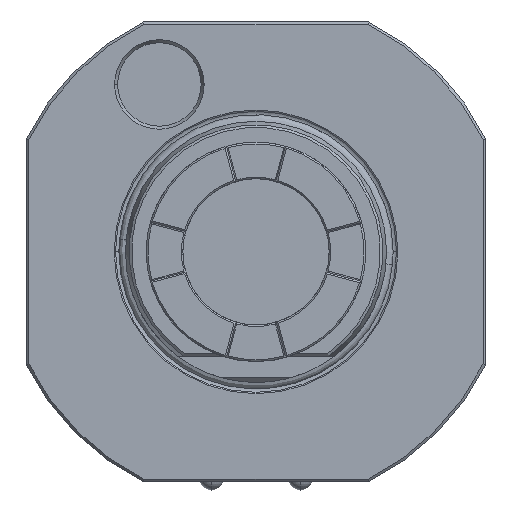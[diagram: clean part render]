
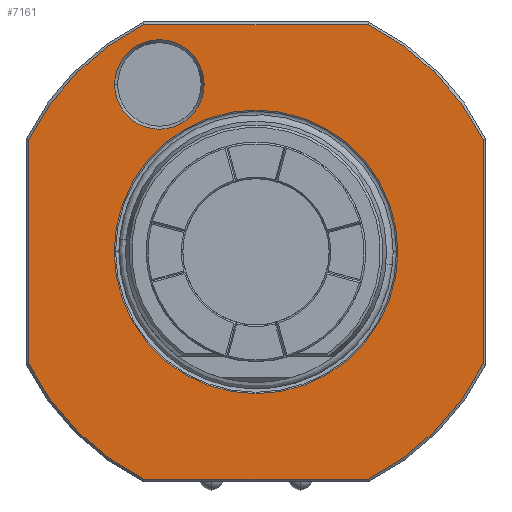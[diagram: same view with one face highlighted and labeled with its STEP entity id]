
A CAD part, left-side view. The second image highlights one B-rep face of the part: STEP entity #7161.
In plain terms, the highlighted planar face has unit normal (-1, 0, 0).
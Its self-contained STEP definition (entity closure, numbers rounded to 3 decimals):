
#226=CARTESIAN_POINT('',(-80.5,0.,0.));
#227=DIRECTION('',(1.,0.,0.));
#228=DIRECTION('',(0.,-0.897,-0.442));
#229=AXIS2_PLACEMENT_3D('',#226,#227,#228);
#231=DIRECTION('',(0.,-1.,0.));
#232=VECTOR('',#231,42.896);
#233=CARTESIAN_POINT('',(-80.5,21.448,-43.5));
#234=LINE('',#233,#232);
#235=CARTESIAN_POINT('',(-80.5,0.,0.));
#236=DIRECTION('',(1.,0.,0.));
#237=DIRECTION('',(0.,0.442,-0.897));
#238=AXIS2_PLACEMENT_3D('',#235,#236,#237);
#240=DIRECTION('',(0.,0.,-1.));
#241=VECTOR('',#240,42.896);
#242=CARTESIAN_POINT('',(-80.5,43.5,21.448));
#243=LINE('',#242,#241);
#244=CARTESIAN_POINT('',(-80.5,0.,0.));
#245=DIRECTION('',(1.,0.,0.));
#246=DIRECTION('',(0.,0.897,0.442));
#247=AXIS2_PLACEMENT_3D('',#244,#245,#246);
#249=DIRECTION('',(0.,1.,0.));
#250=VECTOR('',#249,42.896);
#251=CARTESIAN_POINT('',(-80.5,-21.448,43.5));
#252=LINE('',#251,#250);
#253=CARTESIAN_POINT('',(-80.5,0.,0.));
#254=DIRECTION('',(1.,0.,0.));
#255=DIRECTION('',(0.,-0.442,0.897));
#256=AXIS2_PLACEMENT_3D('',#253,#254,#255);
#258=DIRECTION('',(0.,0.,1.));
#259=VECTOR('',#258,42.896);
#260=CARTESIAN_POINT('',(-80.5,-43.5,
-21.448));
#261=LINE('',#260,#259);
#262=CARTESIAN_POINT('',(-80.5,0.,0.));
#263=DIRECTION('',(1.,0.,0.));
#264=DIRECTION('',(0.,-1.,0.));
#265=AXIS2_PLACEMENT_3D('',#262,#263,#264);
#267=CARTESIAN_POINT('',(-80.5,0.,0.));
#268=DIRECTION('',(1.,0.,0.));
#269=DIRECTION('',(0.,1.,0.));
#270=AXIS2_PLACEMENT_3D('',#267,#268,#269);
#272=CARTESIAN_POINT('',(-80.5,18.5,32.043));
#273=DIRECTION('',(1.,0.,0.));
#274=DIRECTION('',(0.,-1.,0.));
#275=AXIS2_PLACEMENT_3D('',#272,#273,#274);
#277=CARTESIAN_POINT('',(-80.5,18.5,32.043));
#278=DIRECTION('',(1.,0.,0.));
#279=DIRECTION('',(0.,1.,0.));
#280=AXIS2_PLACEMENT_3D('',#277,#278,#279);
#6266=CARTESIAN_POINT('',(-80.5,-27.15,0.));
#6267=CARTESIAN_POINT('',(-80.5,27.15,0.));
#6268=VERTEX_POINT('',#6266);
#6269=VERTEX_POINT('',#6267);
#6270=CARTESIAN_POINT('',(-80.5,9.923,32.043));
#6271=CARTESIAN_POINT('',(-80.5,27.077,32.043));
#6272=VERTEX_POINT('',#6270);
#6273=VERTEX_POINT('',#6271);
#6274=CARTESIAN_POINT('',(-80.5,-43.5,-21.448));
#6275=CARTESIAN_POINT('',(-80.5,-21.448,-43.5));
#6276=VERTEX_POINT('',#6274);
#6277=VERTEX_POINT('',#6275);
#6282=CARTESIAN_POINT('',(-80.5,-21.449,43.501));
#6283=CARTESIAN_POINT('',(-80.5,-43.501,21.449));
#6284=VERTEX_POINT('',#6282);
#6285=VERTEX_POINT('',#6283);
#6310=CARTESIAN_POINT('',(-80.5,43.501,21.449));
#6311=CARTESIAN_POINT('',(-80.5,21.449,43.501));
#6312=VERTEX_POINT('',#6310);
#6313=VERTEX_POINT('',#6311);
#6318=CARTESIAN_POINT('',(-80.5,21.448,-43.5));
#6319=CARTESIAN_POINT('',(-80.5,43.5,-21.448));
#6320=VERTEX_POINT('',#6318);
#6321=VERTEX_POINT('',#6319);
#7127=CARTESIAN_POINT('',(-80.5,0.,0.));
#7128=DIRECTION('',(-1.,0.,0.));
#7129=DIRECTION('',(0.,1.,0.));
#7130=AXIS2_PLACEMENT_3D('',#7127,#7128,#7129);
#7131=PLANE('',#7130);
#7133=ORIENTED_EDGE('',*,*,#7132,.T.);
#7135=ORIENTED_EDGE('',*,*,#7134,.F.);
#7137=ORIENTED_EDGE('',*,*,#7136,.T.);
#7139=ORIENTED_EDGE('',*,*,#7138,.F.);
#7141=ORIENTED_EDGE('',*,*,#7140,.T.);
#7143=ORIENTED_EDGE('',*,*,#7142,.F.);
#7144=ORIENTED_EDGE('',*,*,#7117,.T.);
#7146=ORIENTED_EDGE('',*,*,#7145,.F.);
#7147=EDGE_LOOP('',(#7133,#7135,#7137,#7139,#7141,#7143,#7144,#7146));
#7148=FACE_OUTER_BOUND('',#7147,.F.);
#7150=ORIENTED_EDGE('',*,*,#7149,.F.);
#7152=ORIENTED_EDGE('',*,*,#7151,.F.);
#7153=EDGE_LOOP('',(#7150,#7152));
#7154=FACE_BOUND('',#7153,.F.);
#7156=ORIENTED_EDGE('',*,*,#7155,.F.);
#7158=ORIENTED_EDGE('',*,*,#7157,.F.);
#7159=EDGE_LOOP('',(#7156,#7158));
#7160=FACE_BOUND('',#7159,.F.);
#230=CIRCLE('',#229,48.501);
#239=CIRCLE('',#238,48.501);
#248=CIRCLE('',#247,48.501);
#257=CIRCLE('',#256,48.501);
#266=CIRCLE('',#265,27.15);
#271=CIRCLE('',#270,27.15);
#276=CIRCLE('',#275,8.577);
#281=CIRCLE('',#280,8.577);
#7117=EDGE_CURVE('',#6284,#6285,#257,.T.);
#7132=EDGE_CURVE('',#6276,#6277,#230,.T.);
#7134=EDGE_CURVE('',#6320,#6277,#234,.T.);
#7136=EDGE_CURVE('',#6320,#6321,#239,.T.);
#7138=EDGE_CURVE('',#6312,#6321,#243,.T.);
#7140=EDGE_CURVE('',#6312,#6313,#248,.T.);
#7142=EDGE_CURVE('',#6284,#6313,#252,.T.);
#7145=EDGE_CURVE('',#6276,#6285,#261,.T.);
#7149=EDGE_CURVE('',#6268,#6269,#266,.T.);
#7151=EDGE_CURVE('',#6269,#6268,#271,.T.);
#7155=EDGE_CURVE('',#6272,#6273,#276,.T.);
#7157=EDGE_CURVE('',#6273,#6272,#281,.T.);
#7161=ADVANCED_FACE('',(#7148,#7154,#7160),#7131,.T.);
